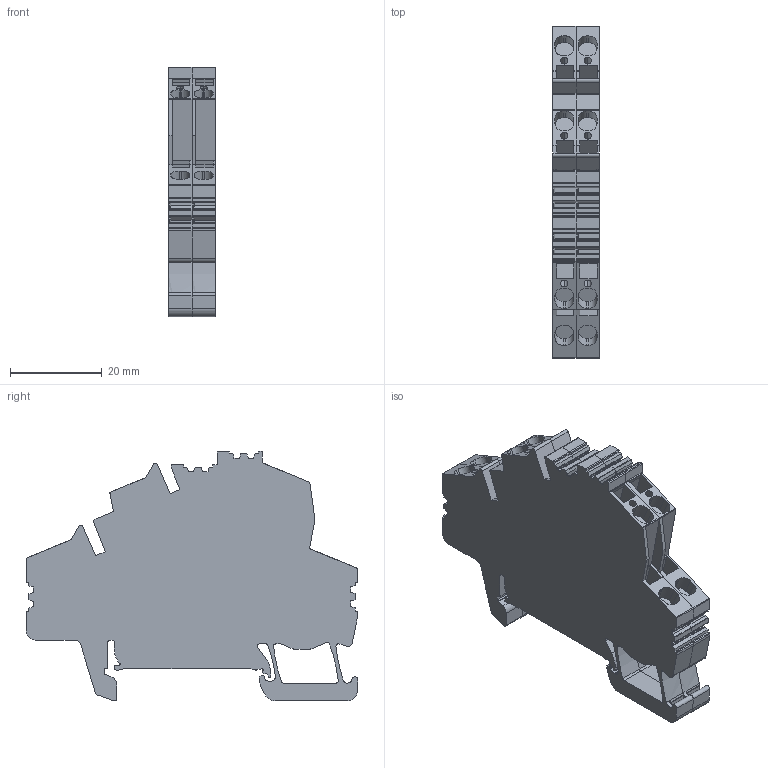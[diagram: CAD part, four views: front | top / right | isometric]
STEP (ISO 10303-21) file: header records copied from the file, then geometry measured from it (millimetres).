
FILE_DESCRIPTION(('CATIA V5 STEP Exchange','CAx-IF Rec.Pracs.--- Model Styling and Organization---1.4--- 2014-01-23'),'2;1');
FILE_NAME ('040598-3_0', '2021-04-23T07:56:00+00:00', ('none'), ('Weidmueller'), 'CATIA Version 5-6 Release 2016 SP3 HF44', 'CATIA V5 STEP AP214', 'none');
FILE_SCHEMA(('AUTOMOTIVE_DESIGN { 1 0 10303 214 1 1 1 1 }'));
Length unit declared in the file: millimetre
Products named in the file (1): 1938340000
Bounding box: 10.2 x 72.35 x 54.5 mm (x, y, z)
Volume: 23731.1 mm3; surface area: 16703.8 mm2
Topology: 5 solids, 5 shells, 808 faces, 2404 edges, 1628 vertices
Faces by surface type: plane 538, cylinder 260, extrusion 10
Entity records: 26337 total; most frequent: CARTESIAN_POINT 4935, ORIENTED_EDGE 4808, DIRECTION 3794, EDGE_CURVE 2404, VECTOR 1854, LINE 1844, VERTEX_POINT 1628, AXIS2_PLACEMENT_3D 1235
